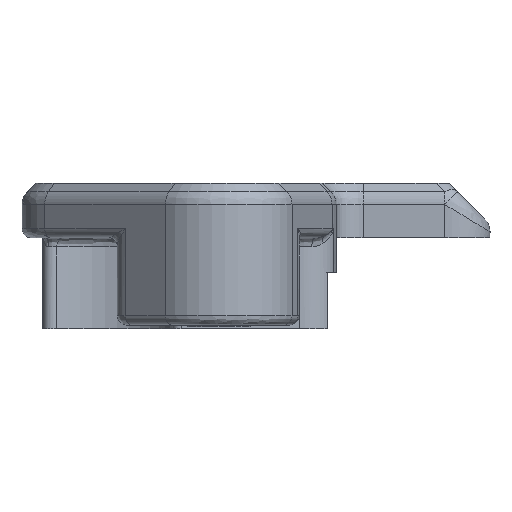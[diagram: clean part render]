
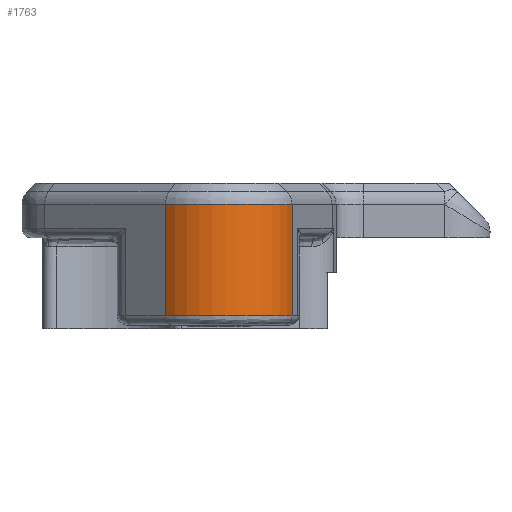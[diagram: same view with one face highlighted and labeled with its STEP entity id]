
A CAD part, front view. The second image highlights one B-rep face of the part: STEP entity #1763.
In plain terms, the highlighted cylindrical face has radius 8.4 mm (diameter 16.8 mm), a partial arc.
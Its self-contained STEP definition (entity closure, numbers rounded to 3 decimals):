
#86 = LINE ( 'NONE', #4324, #3840 ) ;
#122 = EDGE_CURVE ( 'NONE', #1811, #4921, #86, .T. ) ;
#171 = CIRCLE ( 'NONE', #3144, 8.4 ) ;
#497 = AXIS2_PLACEMENT_3D ( 'NONE', #2821, #5168, #4817 ) ;
#525 = DIRECTION ( 'NONE',  ( 1., 0., 0. ) ) ;
#686 = ORIENTED_EDGE ( 'NONE', *, *, #3237, .T. ) ;
#1176 = VECTOR ( 'NONE', #5771, 1000. ) ;
#1215 = CARTESIAN_POINT ( 'NONE',  ( -3.781, -35.599, 1.4 ) ) ;
#1503 = EDGE_CURVE ( 'NONE', #2652, #4921, #171, .T. ) ;
#1763 = ADVANCED_FACE ( 'NONE', ( #5709 ), #3331, .T. ) ;
#1811 = VERTEX_POINT ( 'NONE', #5398 ) ;
#1954 = CARTESIAN_POINT ( 'NONE',  ( 2.12, -29.62, 13.672 ) ) ;
#2190 = ORIENTED_EDGE ( 'NONE', *, *, #122, .F. ) ;
#2238 = CARTESIAN_POINT ( 'NONE',  ( -3.781, -35.599, 0. ) ) ;
#2517 = DIRECTION ( 'NONE',  ( 0., 0., -1. ) ) ;
#2542 = CIRCLE ( 'NONE', #5589, 8.4 ) ;
#2652 = VERTEX_POINT ( 'NONE', #1215 ) ;
#2761 = ORIENTED_EDGE ( 'NONE', *, *, #4459, .F. ) ;
#2821 = CARTESIAN_POINT ( 'NONE',  ( 2.12, -29.62, 0. ) ) ;
#2862 = CARTESIAN_POINT ( 'NONE',  ( 10.155, -32.069, 1.4 ) ) ;
#2866 = EDGE_LOOP ( 'NONE', ( #2761, #686, #5572, #2190 ) ) ;
#3073 = CARTESIAN_POINT ( 'NONE',  ( -3.781, -35.599, 13.672 ) ) ;
#3144 = AXIS2_PLACEMENT_3D ( 'NONE', #4922, #4452, #5469 ) ;
#3237 = EDGE_CURVE ( 'NONE', #4791, #2652, #4244, .T. ) ;
#3331 = CYLINDRICAL_SURFACE ( 'NONE', #497, 8.4 ) ;
#3840 = VECTOR ( 'NONE', #2517, 1000. ) ;
#4244 = LINE ( 'NONE', #2238, #1176 ) ;
#4324 = CARTESIAN_POINT ( 'NONE',  ( 10.155, -32.069, 0. ) ) ;
#4452 = DIRECTION ( 'NONE',  ( 0., 0., 1. ) ) ;
#4459 = EDGE_CURVE ( 'NONE', #4791, #1811, #2542, .T. ) ;
#4791 = VERTEX_POINT ( 'NONE', #3073 ) ;
#4817 = DIRECTION ( 'NONE',  ( 1., 0., 0. ) ) ;
#4878 = DIRECTION ( 'NONE',  ( 0., 0., 1. ) ) ;
#4921 = VERTEX_POINT ( 'NONE', #2862 ) ;
#4922 = CARTESIAN_POINT ( 'NONE',  ( 2.12, -29.62, 1.4 ) ) ;
#5168 = DIRECTION ( 'NONE',  ( 0., 0., 1. ) ) ;
#5398 = CARTESIAN_POINT ( 'NONE',  ( 10.155, -32.069, 13.672 ) ) ;
#5469 = DIRECTION ( 'NONE',  ( 1., 0., 0. ) ) ;
#5572 = ORIENTED_EDGE ( 'NONE', *, *, #1503, .T. ) ;
#5589 = AXIS2_PLACEMENT_3D ( 'NONE', #1954, #4878, #525 ) ;
#5709 = FACE_OUTER_BOUND ( 'NONE', #2866, .T. ) ;
#5771 = DIRECTION ( 'NONE',  ( 0., 0., -1. ) ) ;
